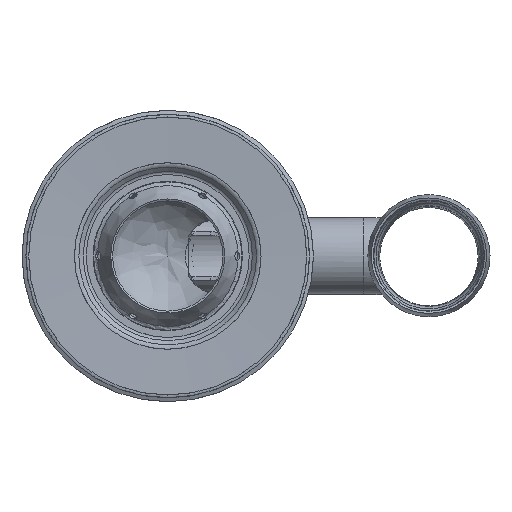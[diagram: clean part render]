
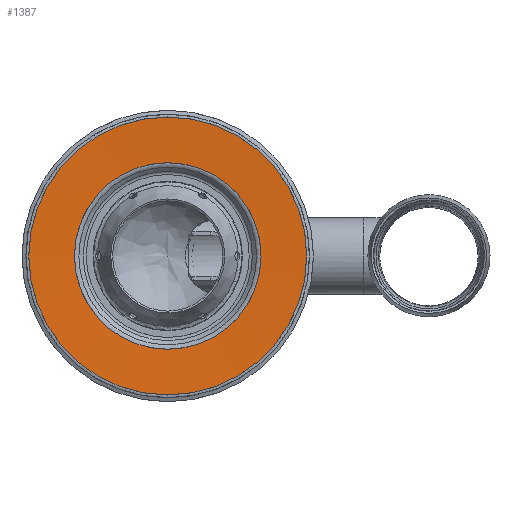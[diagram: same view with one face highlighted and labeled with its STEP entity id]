
A CAD part, top view. The second image highlights one B-rep face of the part: STEP entity #1387.
In plain terms, the highlighted conical face has half-angle 87.638 degrees and reference radius 800.04 mm.
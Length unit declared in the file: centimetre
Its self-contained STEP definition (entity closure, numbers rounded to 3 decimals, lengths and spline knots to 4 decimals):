
#83=CONICAL_SURFACE('',#1513,80.004,1.53);
#138=CIRCLE('',#1510,95.7534);
#140=CIRCLE('',#1512,95.7534);
#141=CIRCLE('',#1514,64.2547);
#142=CIRCLE('',#1515,64.2547);
#223=FACE_OUTER_BOUND('',#295,.T.);
#295=EDGE_LOOP('',(#1105,#1106,#1107,#1108,#1109,#1110));
#360=LINE('',#3268,#409);
#409=VECTOR('',#1793,80.004);
#578=VERTEX_POINT('',#3261);
#579=VERTEX_POINT('',#3262);
#580=VERTEX_POINT('',#3267);
#581=VERTEX_POINT('',#3269);
#765=EDGE_CURVE('',#578,#579,#138,.T.);
#767=EDGE_CURVE('',#579,#578,#140,.T.);
#768=EDGE_CURVE('',#579,#580,#360,.T.);
#769=EDGE_CURVE('',#581,#580,#141,.T.);
#770=EDGE_CURVE('',#580,#581,#142,.T.);
#1105=ORIENTED_EDGE('',*,*,#765,.T.);
#1106=ORIENTED_EDGE('',*,*,#768,.T.);
#1107=ORIENTED_EDGE('',*,*,#769,.F.);
#1108=ORIENTED_EDGE('',*,*,#770,.F.);
#1109=ORIENTED_EDGE('',*,*,#768,.F.);
#1110=ORIENTED_EDGE('',*,*,#767,.T.);
#1387=ADVANCED_FACE('',(#223),#83,.F.);
#1510=AXIS2_PLACEMENT_3D('',#3263,#1785,#1786);
#1512=AXIS2_PLACEMENT_3D('',#3265,#1789,#1790);
#1513=AXIS2_PLACEMENT_3D('',#3266,#1791,#1792);
#1514=AXIS2_PLACEMENT_3D('',#3270,#1794,#1795);
#1515=AXIS2_PLACEMENT_3D('',#3271,#1796,#1797);
#1785=DIRECTION('center_axis',(0.,0.,1.));
#1786=DIRECTION('ref_axis',(1.,0.,0.));
#1789=DIRECTION('center_axis',(0.,0.,1.));
#1790=DIRECTION('ref_axis',(1.,0.,0.));
#1791=DIRECTION('center_axis',(0.,0.,1.));
#1792=DIRECTION('ref_axis',(-1.,0.,0.));
#1793=DIRECTION('',(-0.999,0.,-0.041));
#1794=DIRECTION('center_axis',(0.,0.,1.));
#1795=DIRECTION('ref_axis',(1.,0.,0.));
#1796=DIRECTION('center_axis',(0.,0.,1.));
#1797=DIRECTION('ref_axis',(1.,0.,0.));
#3261=CARTESIAN_POINT('',(-180.,95.7898,241.3007));
#3262=CARTESIAN_POINT('',(-84.2466,0.0364,241.3007));
#3263=CARTESIAN_POINT('Origin',(-180.,0.0364,241.3007));
#3265=CARTESIAN_POINT('Origin',(-180.,0.0364,241.3007));
#3266=CARTESIAN_POINT('Origin',(-180.,0.0364,240.6509));
#3267=CARTESIAN_POINT('',(-115.7453,0.0364,240.0012));
#3268=CARTESIAN_POINT('',(-99.996,0.0364,240.6509));
#3269=CARTESIAN_POINT('',(-180.,64.2911,240.0012));
#3270=CARTESIAN_POINT('Origin',(-180.,0.0364,240.0012));
#3271=CARTESIAN_POINT('Origin',(-180.,0.0364,240.0012));
